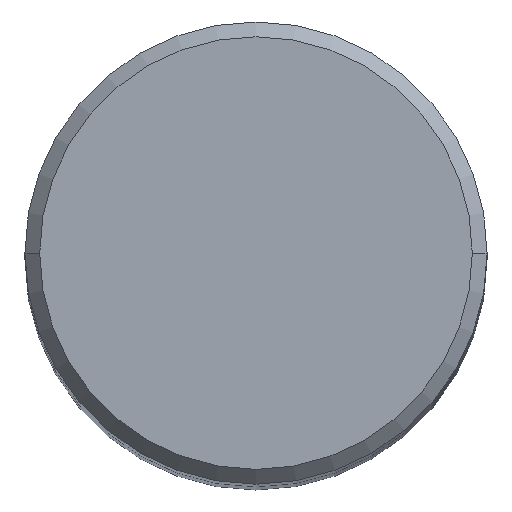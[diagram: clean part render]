
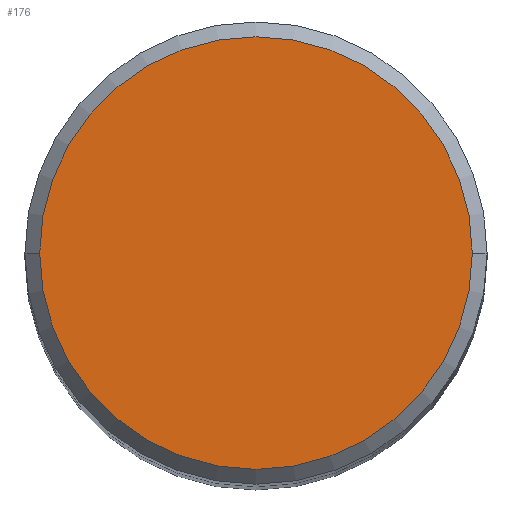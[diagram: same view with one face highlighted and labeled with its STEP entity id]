
A CAD part, top view. The second image highlights one B-rep face of the part: STEP entity #176.
In plain terms, the highlighted planar face has unit normal (0, 0, 1).
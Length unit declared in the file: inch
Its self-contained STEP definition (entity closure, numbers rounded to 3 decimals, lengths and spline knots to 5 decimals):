
#20 = ORIENTED_EDGE ( 'NONE', *, *, #335, .T. ) ;
#56 = ORIENTED_EDGE ( 'NONE', *, *, #238, .T. ) ;
#63 = CIRCLE ( 'NONE', #321, 0.2925 ) ;
#64 = CARTESIAN_POINT ( 'NONE',  ( 0., 0.2925, 0. ) ) ;
#65 = CARTESIAN_POINT ( 'NONE',  ( 0., 0., 0. ) ) ;
#70 = DIRECTION ( 'NONE',  ( 1., 0., 0. ) ) ;
#74 = VERTEX_POINT ( 'NONE', #221 ) ;
#91 = PLANE ( 'NONE',  #218 ) ;
#135 = CARTESIAN_POINT ( 'NONE',  ( 0.2925, 0., 0. ) ) ;
#171 = CIRCLE ( 'NONE', #289, 0.2925 ) ;
#176 = ADVANCED_FACE ( 'NONE', ( #348 ), #91, .F. ) ;
#184 = DIRECTION ( 'NONE',  ( 1., 0., 0. ) ) ;
#215 = DIRECTION ( 'NONE',  ( -1., 0., 0. ) ) ;
#218 = AXIS2_PLACEMENT_3D ( 'NONE', #64, #254, #215 ) ;
#221 = CARTESIAN_POINT ( 'NONE',  ( -0.2925, 0., 0. ) ) ;
#222 = DIRECTION ( 'NONE',  ( 0., 0., 1. ) ) ;
#238 = EDGE_CURVE ( 'NONE', #74, #280, #63, .T. ) ;
#254 = DIRECTION ( 'NONE',  ( 0., 0., -1. ) ) ;
#270 = CARTESIAN_POINT ( 'NONE',  ( 0., 0., 0. ) ) ;
#280 = VERTEX_POINT ( 'NONE', #135 ) ;
#289 = AXIS2_PLACEMENT_3D ( 'NONE', #270, #363, #184 ) ;
#319 = EDGE_LOOP ( 'NONE', ( #56, #20 ) ) ;
#321 = AXIS2_PLACEMENT_3D ( 'NONE', #65, #222, #70 ) ;
#335 = EDGE_CURVE ( 'NONE', #280, #74, #171, .T. ) ;
#348 = FACE_OUTER_BOUND ( 'NONE', #319, .T. ) ;
#363 = DIRECTION ( 'NONE',  ( 0., 0., 1. ) ) ;
